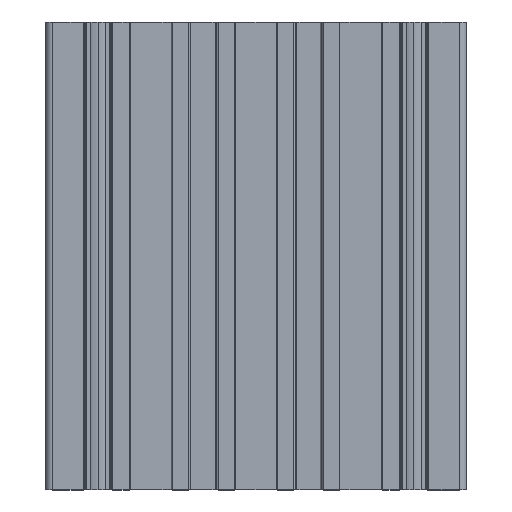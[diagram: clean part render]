
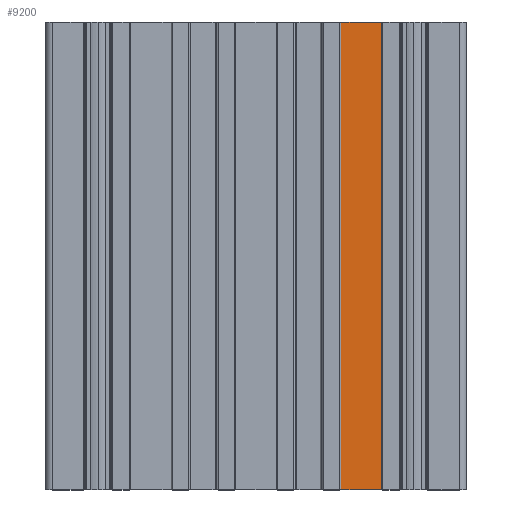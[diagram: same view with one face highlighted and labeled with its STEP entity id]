
A CAD part, top view. The second image highlights one B-rep face of the part: STEP entity #9200.
In plain terms, the highlighted planar face has unit normal (0, 0, 1).
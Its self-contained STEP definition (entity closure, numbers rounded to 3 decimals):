
#260 = LINE ( 'NONE', #6498, #14197 ) ;
#873 = FACE_OUTER_BOUND ( 'NONE', #4786, .T. ) ;
#1164 = AXIS2_PLACEMENT_3D ( 'NONE', #5770, #5172, #17559 ) ;
#1980 = ORIENTED_EDGE ( 'NONE', *, *, #17728, .T. ) ;
#2266 = VECTOR ( 'NONE', #9781, 1000. ) ;
#2372 = CARTESIAN_POINT ( 'NONE',  ( 53.75, 0., 21. ) ) ;
#4374 = VERTEX_POINT ( 'NONE', #12535 ) ;
#4786 = EDGE_LOOP ( 'NONE', ( #8677, #1980, #13020, #7053 ) ) ;
#5098 = PLANE ( 'NONE',  #1164 ) ;
#5172 = DIRECTION ( 'NONE',  ( 0., 0., 1. ) ) ;
#5770 = CARTESIAN_POINT ( 'NONE',  ( 36.25, 0., 21. ) ) ;
#5844 = CARTESIAN_POINT ( 'NONE',  ( 53.75, 0., 21. ) ) ;
#5964 = CARTESIAN_POINT ( 'NONE',  ( 36.25, 0., 21. ) ) ;
#6498 = CARTESIAN_POINT ( 'NONE',  ( 36.25, 0., 21. ) ) ;
#6854 = LINE ( 'NONE', #5844, #11110 ) ;
#7053 = ORIENTED_EDGE ( 'NONE', *, *, #10775, .T. ) ;
#7288 = DIRECTION ( 'NONE',  ( 0., -1., 0. ) ) ;
#7945 = VERTEX_POINT ( 'NONE', #16516 ) ;
#8677 = ORIENTED_EDGE ( 'NONE', *, *, #11063, .T. ) ;
#9200 = ADVANCED_FACE ( 'NONE', ( #873 ), #5098, .T. ) ;
#9781 = DIRECTION ( 'NONE',  ( 1., 0., 0. ) ) ;
#10775 = EDGE_CURVE ( 'NONE', #4374, #7945, #11778, .T. ) ;
#11063 = EDGE_CURVE ( 'NONE', #7945, #15900, #260, .T. ) ;
#11110 = VECTOR ( 'NONE', #15417, 1000. ) ;
#11778 = LINE ( 'NONE', #5964, #13063 ) ;
#12535 = CARTESIAN_POINT ( 'NONE',  ( 36.25, 200., 21. ) ) ;
#13020 = ORIENTED_EDGE ( 'NONE', *, *, #15594, .F. ) ;
#13063 = VECTOR ( 'NONE', #7288, 1000. ) ;
#14197 = VECTOR ( 'NONE', #14634, 1000. ) ;
#14634 = DIRECTION ( 'NONE',  ( 1., 0., 0. ) ) ;
#15029 = CARTESIAN_POINT ( 'NONE',  ( 53.75, 200., 21. ) ) ;
#15226 = CARTESIAN_POINT ( 'NONE',  ( 0., 200., 21. ) ) ;
#15417 = DIRECTION ( 'NONE',  ( 0., 1., 0. ) ) ;
#15594 = EDGE_CURVE ( 'NONE', #4374, #17084, #15766, .T. ) ;
#15766 = LINE ( 'NONE', #15226, #2266 ) ;
#15900 = VERTEX_POINT ( 'NONE', #2372 ) ;
#16516 = CARTESIAN_POINT ( 'NONE',  ( 36.25, 0., 21. ) ) ;
#17084 = VERTEX_POINT ( 'NONE', #15029 ) ;
#17559 = DIRECTION ( 'NONE',  ( 1., 0., 0. ) ) ;
#17728 = EDGE_CURVE ( 'NONE', #15900, #17084, #6854, .T. ) ;
